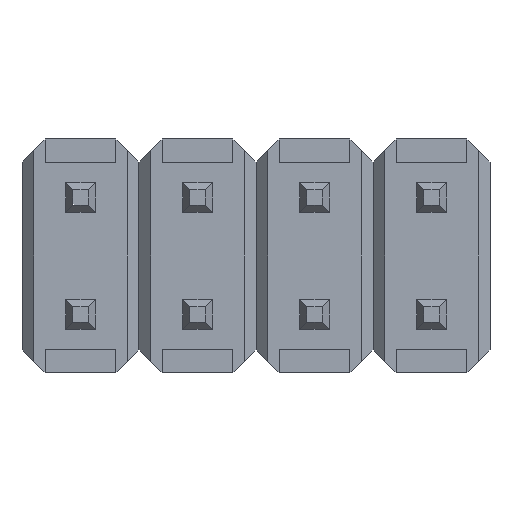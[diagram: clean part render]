
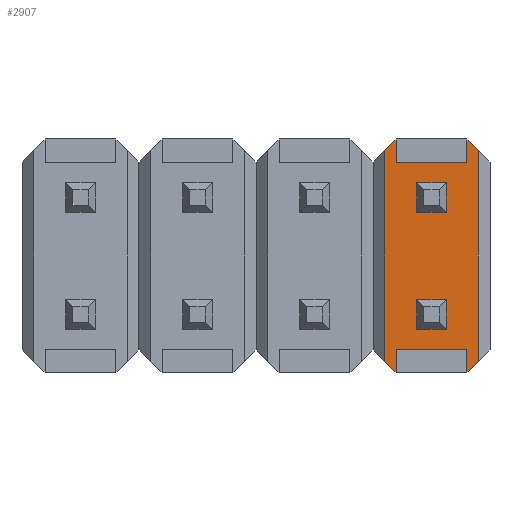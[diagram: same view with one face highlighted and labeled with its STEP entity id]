
A CAD part, front view. The second image highlights one B-rep face of the part: STEP entity #2907.
In plain terms, the highlighted planar face has unit normal (0, -1, 0).
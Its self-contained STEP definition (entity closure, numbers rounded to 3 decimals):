
#468=DIRECTION('',(-0.707,0.,-0.707));
#469=VECTOR('',#468,0.354);
#470=CARTESIAN_POINT('',(11.18,-1.94,-2.29));
#471=LINE('',#470,#469);
#496=DIRECTION('',(0.,0.,-1.));
#497=VECTOR('',#496,0.5);
#498=CARTESIAN_POINT('',(10.93,-1.94,-2.04));
#499=LINE('',#498,#497);
#503=DIRECTION('',(1.,0.,0.));
#504=VECTOR('',#503,1.54);
#505=CARTESIAN_POINT('',(9.39,-1.94,-2.04));
#506=LINE('',#505,#504);
#510=DIRECTION('',(0.,0.,1.));
#511=VECTOR('',#510,0.5);
#512=CARTESIAN_POINT('',(9.39,-1.94,-2.54));
#513=LINE('',#512,#511);
#517=DIRECTION('',(0.,0.,1.));
#518=VECTOR('',#517,0.5);
#519=CARTESIAN_POINT('',(9.39,-1.94,2.04));
#520=LINE('',#519,#518);
#524=DIRECTION('',(-1.,0.,0.));
#525=VECTOR('',#524,1.54);
#526=CARTESIAN_POINT('',(10.93,-1.94,2.04));
#527=LINE('',#526,#525);
#531=DIRECTION('',(0.,0.,-1.));
#532=VECTOR('',#531,0.5);
#533=CARTESIAN_POINT('',(10.93,-1.94,2.54));
#534=LINE('',#533,#532);
#538=DIRECTION('',(1.,0.,0.));
#539=VECTOR('',#538,0.64);
#540=CARTESIAN_POINT('',(9.84,-1.94,1.59));
#541=LINE('',#540,#539);
#545=DIRECTION('',(0.,0.,1.));
#546=VECTOR('',#545,0.64);
#547=CARTESIAN_POINT('',(9.84,-1.94,0.95));
#548=LINE('',#547,#546);
#552=DIRECTION('',(-1.,0.,0.));
#553=VECTOR('',#552,0.64);
#554=CARTESIAN_POINT('',(10.48,-1.94,0.95));
#555=LINE('',#554,#553);
#559=DIRECTION('',(0.,0.,-1.));
#560=VECTOR('',#559,0.64);
#561=CARTESIAN_POINT('',(10.48,-1.94,1.59));
#562=LINE('',#561,#560);
#566=DIRECTION('',(0.,0.,-1.));
#567=VECTOR('',#566,0.64);
#568=CARTESIAN_POINT('',(10.48,-1.94,-0.95));
#569=LINE('',#568,#567);
#573=DIRECTION('',(1.,0.,0.));
#574=VECTOR('',#573,0.64);
#575=CARTESIAN_POINT('',(9.84,-1.94,-0.95));
#576=LINE('',#575,#574);
#580=DIRECTION('',(0.,0.,1.));
#581=VECTOR('',#580,0.64);
#582=CARTESIAN_POINT('',(9.84,-1.94,-1.59));
#583=LINE('',#582,#581);
#587=DIRECTION('',(-1.,0.,0.));
#588=VECTOR('',#587,0.64);
#589=CARTESIAN_POINT('',(10.48,-1.94,-1.59));
#590=LINE('',#589,#588);
#608=DIRECTION('',(0.,0.,1.));
#609=VECTOR('',#608,4.58);
#610=CARTESIAN_POINT('',(11.18,-1.94,-2.29));
#611=LINE('',#610,#609);
#622=DIRECTION('',(0.707,0.,-0.707));
#623=VECTOR('',#622,0.354);
#624=CARTESIAN_POINT('',(10.93,-1.94,2.54));
#625=LINE('',#624,#623);
#762=DIRECTION('',(-0.707,0.,0.707));
#763=VECTOR('',#762,0.354);
#764=CARTESIAN_POINT('',(9.39,-1.94,-2.54));
#765=LINE('',#764,#763);
#1042=DIRECTION('',(0.,0.,-1.));
#1043=VECTOR('',#1042,4.58);
#1044=CARTESIAN_POINT('',(9.14,-1.94,2.29));
#1045=LINE('',#1044,#1043);
#1056=DIRECTION('',(0.707,0.,0.707));
#1057=VECTOR('',#1056,0.354);
#1058=CARTESIAN_POINT('',(9.14,-1.94,2.29));
#1059=LINE('',#1058,#1057);
#2473=CARTESIAN_POINT('',(10.93,-1.94,2.04));
#2474=CARTESIAN_POINT('',(9.39,-1.94,2.04));
#2475=VERTEX_POINT('',#2473);
#2476=VERTEX_POINT('',#2474);
#2477=CARTESIAN_POINT('',(9.39,-1.94,-2.04));
#2478=CARTESIAN_POINT('',(10.93,-1.94,-2.04));
#2479=VERTEX_POINT('',#2477);
#2480=VERTEX_POINT('',#2478);
#2497=CARTESIAN_POINT('',(10.93,-1.94,2.54));
#2498=VERTEX_POINT('',#2497);
#2499=CARTESIAN_POINT('',(9.39,-1.94,2.54));
#2500=VERTEX_POINT('',#2499);
#2501=CARTESIAN_POINT('',(9.39,-1.94,-2.54));
#2502=VERTEX_POINT('',#2501);
#2503=CARTESIAN_POINT('',(10.93,-1.94,-2.54));
#2504=VERTEX_POINT('',#2503);
#2517=CARTESIAN_POINT('',(11.18,-1.94,-2.29));
#2518=CARTESIAN_POINT('',(11.18,-1.94,2.29));
#2519=VERTEX_POINT('',#2517);
#2520=VERTEX_POINT('',#2518);
#2525=CARTESIAN_POINT('',(9.14,-1.94,2.29));
#2526=CARTESIAN_POINT('',(9.14,-1.94,-2.29));
#2527=VERTEX_POINT('',#2525);
#2528=VERTEX_POINT('',#2526);
#2545=CARTESIAN_POINT('',(9.84,-1.94,1.59));
#2546=CARTESIAN_POINT('',(10.48,-1.94,1.59));
#2547=VERTEX_POINT('',#2545);
#2548=VERTEX_POINT('',#2546);
#2549=CARTESIAN_POINT('',(10.48,-1.94,0.95));
#2550=VERTEX_POINT('',#2549);
#2551=CARTESIAN_POINT('',(9.84,-1.94,0.95));
#2552=VERTEX_POINT('',#2551);
#2553=CARTESIAN_POINT('',(10.48,-1.94,-0.95));
#2554=CARTESIAN_POINT('',(10.48,-1.94,-1.59));
#2555=VERTEX_POINT('',#2553);
#2556=VERTEX_POINT('',#2554);
#2557=CARTESIAN_POINT('',(9.84,-1.94,-1.59));
#2558=VERTEX_POINT('',#2557);
#2559=CARTESIAN_POINT('',(9.84,-1.94,-0.95));
#2560=VERTEX_POINT('',#2559);
#2857=CARTESIAN_POINT('',(0.,-1.94,0.));
#2858=DIRECTION('',(0.,-1.,0.));
#2859=DIRECTION('',(0.,0.,-1.));
#2860=AXIS2_PLACEMENT_3D('',#2857,#2858,#2859);
#2861=PLANE('',#2860);
#2863=ORIENTED_EDGE('',*,*,#2862,.F.);
#2864=ORIENTED_EDGE('',*,*,#2844,.T.);
#2866=ORIENTED_EDGE('',*,*,#2865,.F.);
#2868=ORIENTED_EDGE('',*,*,#2867,.F.);
#2870=ORIENTED_EDGE('',*,*,#2869,.F.);
#2872=ORIENTED_EDGE('',*,*,#2871,.T.);
#2874=ORIENTED_EDGE('',*,*,#2873,.F.);
#2876=ORIENTED_EDGE('',*,*,#2875,.T.);
#2878=ORIENTED_EDGE('',*,*,#2877,.F.);
#2880=ORIENTED_EDGE('',*,*,#2879,.F.);
#2882=ORIENTED_EDGE('',*,*,#2881,.F.);
#2884=ORIENTED_EDGE('',*,*,#2883,.T.);
#2885=EDGE_LOOP('',(#2863,#2864,#2866,#2868,#2870,#2872,#2874,#2876,#2878,#2880,
#2882,#2884));
#2886=FACE_OUTER_BOUND('',#2885,.F.);
#2888=ORIENTED_EDGE('',*,*,#2887,.F.);
#2890=ORIENTED_EDGE('',*,*,#2889,.F.);
#2892=ORIENTED_EDGE('',*,*,#2891,.F.);
#2894=ORIENTED_EDGE('',*,*,#2893,.F.);
#2895=EDGE_LOOP('',(#2888,#2890,#2892,#2894));
#2896=FACE_BOUND('',#2895,.F.);
#2898=ORIENTED_EDGE('',*,*,#2897,.F.);
#2900=ORIENTED_EDGE('',*,*,#2899,.F.);
#2902=ORIENTED_EDGE('',*,*,#2901,.F.);
#2904=ORIENTED_EDGE('',*,*,#2903,.F.);
#2905=EDGE_LOOP('',(#2898,#2900,#2902,#2904));
#2906=FACE_BOUND('',#2905,.F.);
#2907=ADVANCED_FACE('',(#2886,#2896,#2906),#2861,.T.);
#2844=EDGE_CURVE('',#2519,#2504,#471,.T.);
#2862=EDGE_CURVE('',#2519,#2520,#611,.T.);
#2865=EDGE_CURVE('',#2480,#2504,#499,.T.);
#2867=EDGE_CURVE('',#2479,#2480,#506,.T.);
#2869=EDGE_CURVE('',#2502,#2479,#513,.T.);
#2871=EDGE_CURVE('',#2502,#2528,#765,.T.);
#2873=EDGE_CURVE('',#2527,#2528,#1045,.T.);
#2875=EDGE_CURVE('',#2527,#2500,#1059,.T.);
#2877=EDGE_CURVE('',#2476,#2500,#520,.T.);
#2879=EDGE_CURVE('',#2475,#2476,#527,.T.);
#2881=EDGE_CURVE('',#2498,#2475,#534,.T.);
#2883=EDGE_CURVE('',#2498,#2520,#625,.T.);
#2887=EDGE_CURVE('',#2547,#2548,#541,.T.);
#2889=EDGE_CURVE('',#2552,#2547,#548,.T.);
#2891=EDGE_CURVE('',#2550,#2552,#555,.T.);
#2893=EDGE_CURVE('',#2548,#2550,#562,.T.);
#2897=EDGE_CURVE('',#2555,#2556,#569,.T.);
#2899=EDGE_CURVE('',#2560,#2555,#576,.T.);
#2901=EDGE_CURVE('',#2558,#2560,#583,.T.);
#2903=EDGE_CURVE('',#2556,#2558,#590,.T.);
